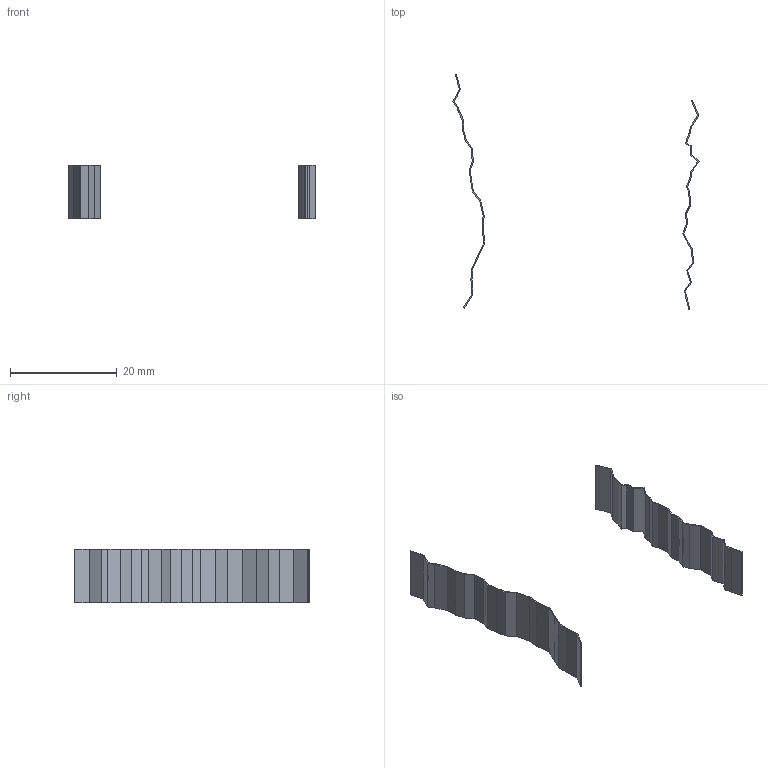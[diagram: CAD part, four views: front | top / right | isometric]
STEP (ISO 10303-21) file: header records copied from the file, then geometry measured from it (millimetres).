
FILE_DESCRIPTION( ( 'STEP Version 203' ), '1' );
FILE_NAME( 'Resindruck_02mm.stp', '07/07/20 08:27:50', ( 'Solass' ), ( ' ' ), 'PSStep 21.0.47', 'DesignModeler STEP Output', ' ' );
FILE_SCHEMA( ( 'CONFIG_CONTROL_DESIGN' ) );
Length unit declared in the file: metre
Products named in the file (2): 1; 2
Bounding box: 46.2 x 44.16 x 10 mm (x, y, z)
Volume: 180.6 mm3; surface area: 1849.6 mm2
Topology: 2 solids, 2 shells, 94 faces, 270 edges, 180 vertices
Faces by surface type: plane 94
Entity records: 3081 total; most frequent: CARTESIAN_POINT 546, ORIENTED_EDGE 540, DIRECTION 462, EDGE_CURVE 270, LINE 270, VECTOR 270, VERTEX_POINT 180, AXIS2_PLACEMENT_3D 96
